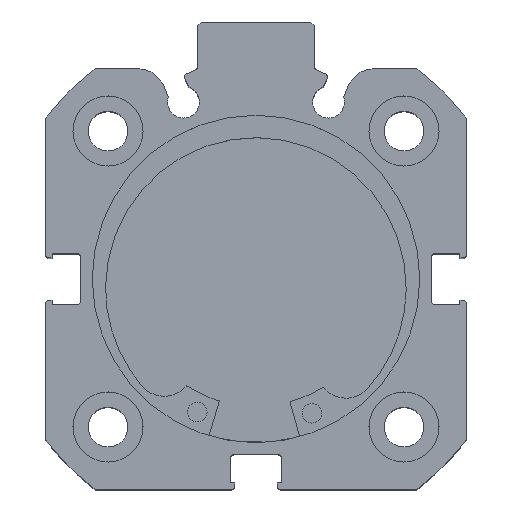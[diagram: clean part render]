
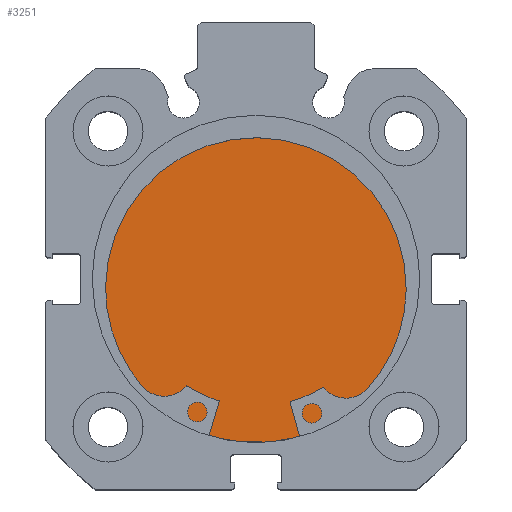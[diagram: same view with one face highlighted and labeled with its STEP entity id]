
A CAD part, top view. The second image highlights one B-rep face of the part: STEP entity #3251.
In plain terms, the highlighted face is planar.
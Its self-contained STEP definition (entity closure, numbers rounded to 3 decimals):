
#856 = ORIENTED_EDGE ( 'NONE', *, *, #2503, .F. ) ;
#857 = ORIENTED_EDGE ( 'NONE', *, *, #1840, .F. ) ;
#872 = CIRCLE ( 'NONE', #2064, 21. ) ;
#1253 = CIRCLE ( 'NONE', #2113, 21. ) ;
#1519 = VERTEX_POINT ( 'NONE', #6913 ) ;
#1520 = VERTEX_POINT ( 'NONE', #6912 ) ;
#1628 = EDGE_LOOP ( 'NONE', ( #857, #856 ) ) ;
#1840 = EDGE_CURVE ( 'NONE', #1520, #1519, #872, .T. ) ;
#1843 = AXIS2_PLACEMENT_3D ( 'NONE', #6042, #6045, #6046 ) ;
#2064 = AXIS2_PLACEMENT_3D ( 'NONE', #2941, #2940, #2938 ) ;
#2113 = AXIS2_PLACEMENT_3D ( 'NONE', #3627, #3616, #3614 ) ;
#2503 = EDGE_CURVE ( 'NONE', #1519, #1520, #1253, .T. ) ;
#2938 = DIRECTION ( 'NONE',  ( 0., 0., 1. ) ) ;
#2940 = DIRECTION ( 'NONE',  ( -1., 0., 0. ) ) ;
#2941 = CARTESIAN_POINT ( 'NONE',  ( 8.5, 0., 0. ) ) ;
#3251 = ADVANCED_FACE ( 'NONE', ( #5000 ), #6043, .F. ) ;
#3614 = DIRECTION ( 'NONE',  ( 0., 0., 1. ) ) ;
#3616 = DIRECTION ( 'NONE',  ( -1., 0., 0. ) ) ;
#3627 = CARTESIAN_POINT ( 'NONE',  ( 8.5, 0., 0. ) ) ;
#5000 = FACE_OUTER_BOUND ( 'NONE', #1628, .T. ) ;
#6042 = CARTESIAN_POINT ( 'NONE',  ( 8.5, 21., 0. ) ) ;
#6043 = PLANE ( 'NONE',  #1843 ) ;
#6045 = DIRECTION ( 'NONE',  ( -1., 0., 0. ) ) ;
#6046 = DIRECTION ( 'NONE',  ( 0., 0., 1. ) ) ;
#6912 = CARTESIAN_POINT ( 'NONE',  ( 8.5, 0., 21. ) ) ;
#6913 = CARTESIAN_POINT ( 'NONE',  ( 8.5, 0., -21. ) ) ;
